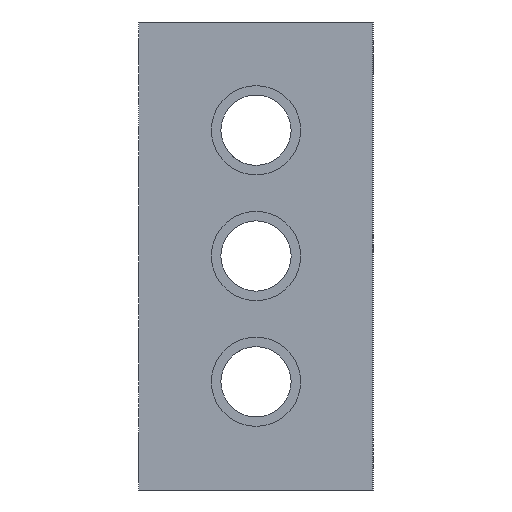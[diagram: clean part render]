
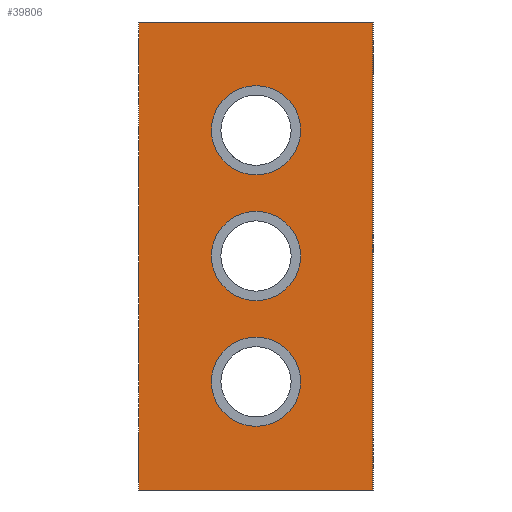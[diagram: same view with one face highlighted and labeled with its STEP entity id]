
A CAD part, left-side view. The second image highlights one B-rep face of the part: STEP entity #39806.
In plain terms, the highlighted planar face has unit normal (-1, 0, 0).
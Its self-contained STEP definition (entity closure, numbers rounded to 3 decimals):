
#51 = VERTEX_POINT ( 'NONE', #23381 ) ;
#551 = CARTESIAN_POINT ( 'NONE',  ( -138.5, 0., 21.5 ) ) ;
#1576 = ORIENTED_EDGE ( 'NONE', *, *, #31709, .F. ) ;
#2188 = AXIS2_PLACEMENT_3D ( 'NONE', #31383, #12399, #34611 ) ;
#2415 = VECTOR ( 'NONE', #20723, 1000. ) ;
#2521 = FACE_BOUND ( 'NONE', #3631, .T. ) ;
#3140 = EDGE_CURVE ( 'NONE', #27137, #41247, #29559, .T. ) ;
#3324 = CIRCLE ( 'NONE', #14344, 7.625 ) ;
#3631 = EDGE_LOOP ( 'NONE', ( #21061, #5401 ) ) ;
#3768 = DIRECTION ( 'NONE',  ( 0., 0., 1. ) ) ;
#3834 = CARTESIAN_POINT ( 'NONE',  ( -138.5, -20., 40. ) ) ;
#3877 = EDGE_LOOP ( 'NONE', ( #37612, #28608, #10972, #13728 ) ) ;
#4784 = DIRECTION ( 'NONE',  ( -1., 0., 0. ) ) ;
#4972 = PLANE ( 'NONE',  #20240 ) ;
#5401 = ORIENTED_EDGE ( 'NONE', *, *, #21620, .F. ) ;
#5540 = FACE_OUTER_BOUND ( 'NONE', #3877, .T. ) ;
#5990 = VERTEX_POINT ( 'NONE', #25368 ) ;
#6026 = DIRECTION ( 'NONE',  ( 0., 1., 0. ) ) ;
#6557 = CARTESIAN_POINT ( 'NONE',  ( -138.5, 0., -13.875 ) ) ;
#7860 = ORIENTED_EDGE ( 'NONE', *, *, #8477, .F. ) ;
#8477 = EDGE_CURVE ( 'NONE', #51, #11663, #13538, .T. ) ;
#9224 = CARTESIAN_POINT ( 'NONE',  ( -138.5, 20., 40. ) ) ;
#9990 = CARTESIAN_POINT ( 'NONE',  ( -138.5, -20., -40. ) ) ;
#10026 = ORIENTED_EDGE ( 'NONE', *, *, #33736, .F. ) ;
#10487 = EDGE_CURVE ( 'NONE', #27179, #40076, #32215, .T. ) ;
#10853 = LINE ( 'NONE', #14198, #2415 ) ;
#10960 = FACE_BOUND ( 'NONE', #39347, .T. ) ;
#10972 = ORIENTED_EDGE ( 'NONE', *, *, #16385, .F. ) ;
#11166 = DIRECTION ( 'NONE',  ( -1., 0., 0. ) ) ;
#11591 = VERTEX_POINT ( 'NONE', #15418 ) ;
#11663 = VERTEX_POINT ( 'NONE', #12775 ) ;
#11954 = VECTOR ( 'NONE', #6026, 1000. ) ;
#12399 = DIRECTION ( 'NONE',  ( -1., 0., 0. ) ) ;
#12775 = CARTESIAN_POINT ( 'NONE',  ( -138.5, 0., 29.125 ) ) ;
#13538 = CIRCLE ( 'NONE', #20125, 7.625 ) ;
#13728 = ORIENTED_EDGE ( 'NONE', *, *, #18378, .F. ) ;
#14198 = CARTESIAN_POINT ( 'NONE',  ( -138.5, -20., 40. ) ) ;
#14344 = AXIS2_PLACEMENT_3D ( 'NONE', #30181, #11166, #33388 ) ;
#14543 = CARTESIAN_POINT ( 'NONE',  ( -138.5, 20., -40. ) ) ;
#15418 = CARTESIAN_POINT ( 'NONE',  ( -138.5, 0., 7.625 ) ) ;
#15508 = VERTEX_POINT ( 'NONE', #14543 ) ;
#15796 = DIRECTION ( 'NONE',  ( -1., 0., 0. ) ) ;
#15970 = EDGE_LOOP ( 'NONE', ( #1576, #10026 ) ) ;
#16385 = EDGE_CURVE ( 'NONE', #20821, #15508, #20404, .T. ) ;
#17531 = DIRECTION ( 'NONE',  ( -1., 0., 0. ) ) ;
#18378 = EDGE_CURVE ( 'NONE', #27137, #20821, #10853, .T. ) ;
#18626 = CARTESIAN_POINT ( 'NONE',  ( -138.5, 0., -21.5 ) ) ;
#20125 = AXIS2_PLACEMENT_3D ( 'NONE', #34842, #15796, #38048 ) ;
#20240 = AXIS2_PLACEMENT_3D ( 'NONE', #27123, #17531, #30320 ) ;
#20404 = LINE ( 'NONE', #21801, #11954 ) ;
#20723 = DIRECTION ( 'NONE',  ( 0., 0., -1. ) ) ;
#20821 = VERTEX_POINT ( 'NONE', #9990 ) ;
#21034 = CIRCLE ( 'NONE', #22164, 7.625 ) ;
#21061 = ORIENTED_EDGE ( 'NONE', *, *, #10487, .F. ) ;
#21512 = AXIS2_PLACEMENT_3D ( 'NONE', #551, #22750, #3768 ) ;
#21620 = EDGE_CURVE ( 'NONE', #40076, #27179, #3324, .T. ) ;
#21801 = CARTESIAN_POINT ( 'NONE',  ( -138.5, -20., -40. ) ) ;
#21846 = DIRECTION ( 'NONE',  ( 0., 0., 1. ) ) ;
#22164 = AXIS2_PLACEMENT_3D ( 'NONE', #23733, #4784, #26932 ) ;
#22518 = CARTESIAN_POINT ( 'NONE',  ( -138.5, 0., -29.125 ) ) ;
#22750 = DIRECTION ( 'NONE',  ( -1., 0., 0. ) ) ;
#23381 = CARTESIAN_POINT ( 'NONE',  ( -138.5, 0., 13.875 ) ) ;
#23733 = CARTESIAN_POINT ( 'NONE',  ( -138.5, 0., 0. ) ) ;
#23906 = EDGE_CURVE ( 'NONE', #41247, #15508, #39483, .T. ) ;
#25368 = CARTESIAN_POINT ( 'NONE',  ( -138.5, 0., -7.625 ) ) ;
#26932 = DIRECTION ( 'NONE',  ( 0., 0., 1. ) ) ;
#27047 = ORIENTED_EDGE ( 'NONE', *, *, #28716, .F. ) ;
#27123 = CARTESIAN_POINT ( 'NONE',  ( -138.5, 0., 0. ) ) ;
#27137 = VERTEX_POINT ( 'NONE', #36989 ) ;
#27179 = VERTEX_POINT ( 'NONE', #6557 ) ;
#27651 = CIRCLE ( 'NONE', #21512, 7.625 ) ;
#28608 = ORIENTED_EDGE ( 'NONE', *, *, #23906, .T. ) ;
#28716 = EDGE_CURVE ( 'NONE', #11663, #51, #27651, .T. ) ;
#29198 = DIRECTION ( 'NONE',  ( 0., 1., 0. ) ) ;
#29559 = LINE ( 'NONE', #3834, #38049 ) ;
#30181 = CARTESIAN_POINT ( 'NONE',  ( -138.5, 0., -21.5 ) ) ;
#30320 = DIRECTION ( 'NONE',  ( 0., 0., 1. ) ) ;
#30983 = VECTOR ( 'NONE', #37844, 1000. ) ;
#31343 = CARTESIAN_POINT ( 'NONE',  ( -138.5, 20., 40. ) ) ;
#31383 = CARTESIAN_POINT ( 'NONE',  ( -138.5, 0., 0. ) ) ;
#31709 = EDGE_CURVE ( 'NONE', #11591, #5990, #40045, .T. ) ;
#32215 = CIRCLE ( 'NONE', #37250, 7.625 ) ;
#33388 = DIRECTION ( 'NONE',  ( 0., 0., 1. ) ) ;
#33736 = EDGE_CURVE ( 'NONE', #5990, #11591, #21034, .T. ) ;
#34611 = DIRECTION ( 'NONE',  ( 0., 0., 1. ) ) ;
#34842 = CARTESIAN_POINT ( 'NONE',  ( -138.5, 0., 21.5 ) ) ;
#36332 = FACE_BOUND ( 'NONE', #15970, .T. ) ;
#36989 = CARTESIAN_POINT ( 'NONE',  ( -138.5, -20., 40. ) ) ;
#37250 = AXIS2_PLACEMENT_3D ( 'NONE', #18626, #40894, #21846 ) ;
#37612 = ORIENTED_EDGE ( 'NONE', *, *, #3140, .T. ) ;
#37844 = DIRECTION ( 'NONE',  ( 0., 0., -1. ) ) ;
#38048 = DIRECTION ( 'NONE',  ( 0., 0., 1. ) ) ;
#38049 = VECTOR ( 'NONE', #29198, 1000. ) ;
#39347 = EDGE_LOOP ( 'NONE', ( #27047, #7860 ) ) ;
#39483 = LINE ( 'NONE', #9224, #30983 ) ;
#39806 = ADVANCED_FACE ( 'NONE', ( #10960, #36332, #2521, #5540 ), #4972, .T. ) ;
#40045 = CIRCLE ( 'NONE', #2188, 7.625 ) ;
#40076 = VERTEX_POINT ( 'NONE', #22518 ) ;
#40894 = DIRECTION ( 'NONE',  ( -1., 0., 0. ) ) ;
#41247 = VERTEX_POINT ( 'NONE', #31343 ) ;
